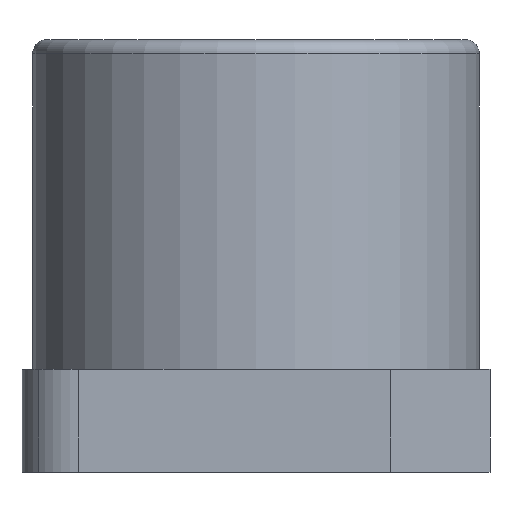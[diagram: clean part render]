
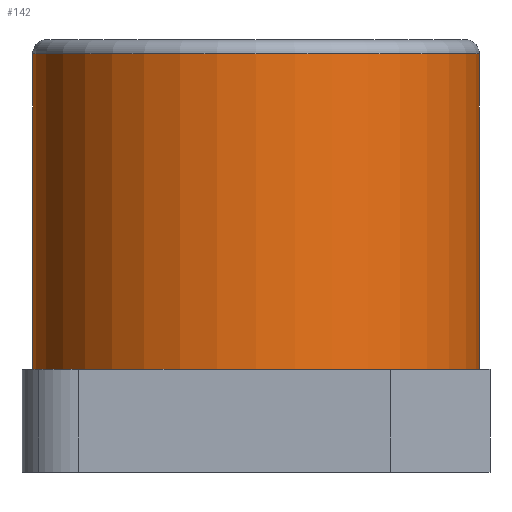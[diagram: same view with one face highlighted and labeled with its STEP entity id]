
A CAD part, front view. The second image highlights one B-rep face of the part: STEP entity #142.
In plain terms, the highlighted cylindrical face has radius 3.15 mm (diameter 6.3 mm), a partial arc.
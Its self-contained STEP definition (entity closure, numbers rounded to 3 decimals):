
#142=ADVANCED_FACE('',(#277),#278,.T.);
#277=FACE_OUTER_BOUND('',#411,.T.);
#278=CYLINDRICAL_SURFACE('',#412,3.15);
#411=EDGE_LOOP('',(#718,#719,#720,#721));
#412=AXIS2_PLACEMENT_3D('',#722,#723,#724);
#718=ORIENTED_EDGE('',*,*,#876,.F.);
#719=ORIENTED_EDGE('',*,*,#877,.F.);
#720=ORIENTED_EDGE('',*,*,#878,.F.);
#721=ORIENTED_EDGE('',*,*,#879,.F.);
#722=CARTESIAN_POINT('',(3.634,3.3,1.45));
#723=DIRECTION('',(-0.0,0.0,-1.0));
#724=DIRECTION('',(-1.0,0.0,0.0));
#876=EDGE_CURVE('',#1058,#1059,#1060,.T.);
#877=EDGE_CURVE('',#1061,#1058,#1062,.T.);
#878=EDGE_CURVE('',#1063,#1061,#1064,.T.);
#879=EDGE_CURVE('',#1059,#1063,#1065,.T.);
#1058=VERTEX_POINT('',#1308);
#1059=VERTEX_POINT('',#1309);
#1060=LINE('',#1310,#1311);
#1061=VERTEX_POINT('',#1312);
#1062=CIRCLE('',#1313,3.15);
#1063=VERTEX_POINT('',#1314);
#1064=LINE('',#1315,#1316);
#1065=CIRCLE('',#1317,3.15);
#1308=CARTESIAN_POINT('',(0.484,3.3,1.45));
#1309=CARTESIAN_POINT('',(0.484,3.3,5.9));
#1310=CARTESIAN_POINT('',(0.484,3.3,1.45));
#1311=VECTOR('',#1442,1.0);
#1312=CARTESIAN_POINT('',(6.784,3.3,1.45));
#1313=AXIS2_PLACEMENT_3D('',#1443,#1444,#1445);
#1314=CARTESIAN_POINT('',(6.784,3.3,5.9));
#1315=CARTESIAN_POINT('',(6.784,3.3,1.45));
#1316=VECTOR('',#1446,1.0);
#1317=AXIS2_PLACEMENT_3D('',#1447,#1448,#1449);
#1442=DIRECTION('',(-0.0,-0.0,1.0));
#1443=CARTESIAN_POINT('',(3.634,3.3,1.45));
#1444=DIRECTION('',(0.0,0.0,-1.0));
#1445=DIRECTION('',(-1.0,0.0,0.0));
#1446=DIRECTION('',(-0.0,-0.0,-1.0));
#1447=CARTESIAN_POINT('',(3.634,3.3,5.9));
#1448=DIRECTION('',(0.0,0.0,1.0));
#1449=DIRECTION('',(-1.0,0.0,0.0));
